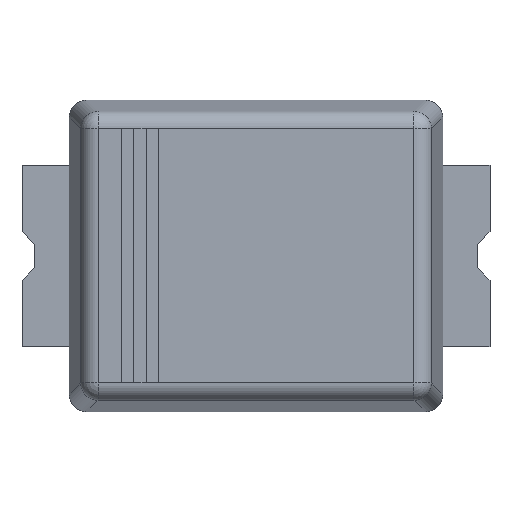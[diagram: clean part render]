
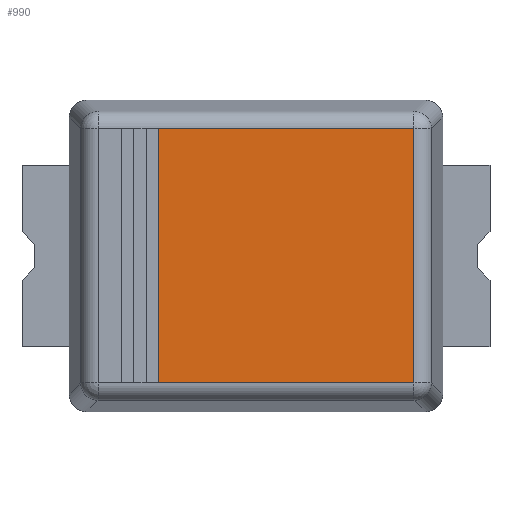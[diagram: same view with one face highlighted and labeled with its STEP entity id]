
A CAD part, top view. The second image highlights one B-rep face of the part: STEP entity #990.
In plain terms, the highlighted planar face has unit normal (0, 0, 1).
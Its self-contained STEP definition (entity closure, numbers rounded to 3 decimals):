
#132=FACE_OUTER_BOUND('',#190,.T.);
#190=EDGE_LOOP('',(#745,#746,#747,#748));
#281=LINE('',#1548,#389);
#282=LINE('',#1550,#390);
#283=LINE('',#1552,#391);
#284=LINE('',#1553,#392);
#389=VECTOR('',#1247,750.);
#390=VECTOR('',#1248,750.);
#391=VECTOR('',#1249,750.);
#392=VECTOR('',#1250,750.);
#497=VERTEX_POINT('',#1546);
#498=VERTEX_POINT('',#1547);
#499=VERTEX_POINT('',#1549);
#500=VERTEX_POINT('',#1551);
#591=EDGE_CURVE('',#497,#498,#281,.T.);
#592=EDGE_CURVE('',#499,#498,#282,.T.);
#593=EDGE_CURVE('',#499,#500,#283,.T.);
#594=EDGE_CURVE('',#500,#497,#284,.T.);
#745=ORIENTED_EDGE('',*,*,#591,.T.);
#746=ORIENTED_EDGE('',*,*,#592,.F.);
#747=ORIENTED_EDGE('',*,*,#593,.T.);
#748=ORIENTED_EDGE('',*,*,#594,.T.);
#946=PLANE('',#1076);
#990=ADVANCED_FACE('',(#132),#946,.T.);
#1076=AXIS2_PLACEMENT_3D('',#1545,#1245,#1246);
#1245=DIRECTION('center_axis',(0.,0.,1.));
#1246=DIRECTION('ref_axis',(0.,-1.,0.));
#1247=DIRECTION('',(-1.,0.,0.));
#1248=DIRECTION('',(0.,1.,0.));
#1249=DIRECTION('',(1.,0.,0.));
#1250=DIRECTION('',(0.,1.,0.));
#1545=CARTESIAN_POINT('Origin',(-0.275,0.36,1.2));
#1546=CARTESIAN_POINT('',(1.067,1.439,1.2));
#1547=CARTESIAN_POINT('',(-1.101,1.439,1.2));
#1548=CARTESIAN_POINT('',(-1.745,1.439,1.2));
#1549=CARTESIAN_POINT('',(-1.101,-0.72,1.2));
#1550=CARTESIAN_POINT('',(-1.101,1.439,1.2));
#1551=CARTESIAN_POINT('',(1.067,-0.72,1.2));
#1552=CARTESIAN_POINT('',(1.195,-0.72,1.2));
#1553=CARTESIAN_POINT('',(1.067,1.567,1.2));
